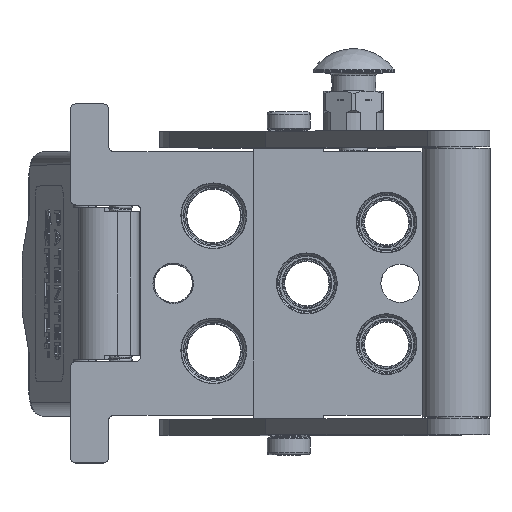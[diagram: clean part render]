
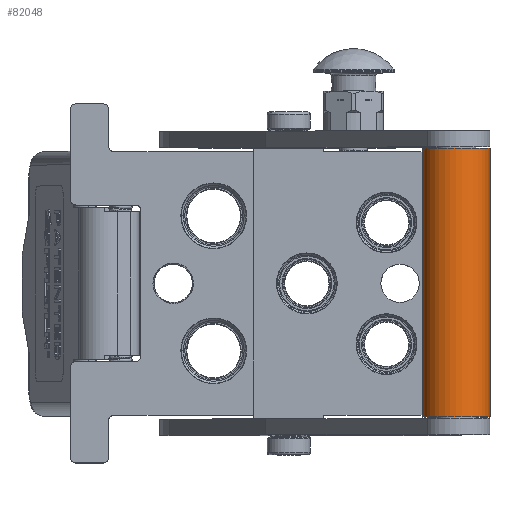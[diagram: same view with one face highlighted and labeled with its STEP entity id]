
A CAD part, top view. The second image highlights one B-rep face of the part: STEP entity #82048.
In plain terms, the highlighted cylindrical face has radius 12.5 mm (diameter 25 mm), a partial arc.
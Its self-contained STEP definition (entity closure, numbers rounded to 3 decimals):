
#101 = AXIS2_PLACEMENT_3D ( 'NONE', #70036, #62655, #45793 ) ;
#2803 = VECTOR ( 'NONE', #90182, 1000. ) ;
#5733 = VERTEX_POINT ( 'NONE', #26951 ) ;
#6934 = DIRECTION ( 'NONE',  ( -1., 0., 0. ) ) ;
#9223 = EDGE_CURVE ( 'NONE', #49626, #5733, #41537, .T. ) ;
#14732 = EDGE_CURVE ( 'NONE', #46838, #5733, #96471, .T. ) ;
#15169 = ORIENTED_EDGE ( 'NONE', *, *, #14732, .F. ) ;
#16026 = AXIS2_PLACEMENT_3D ( 'NONE', #78494, #54554, #86181 ) ;
#16889 = CARTESIAN_POINT ( 'NONE',  ( 104., 0., 12.5 ) ) ;
#22611 = AXIS2_PLACEMENT_3D ( 'NONE', #54629, #6934, #39196 ) ;
#22954 = CARTESIAN_POINT ( 'NONE',  ( 104., 0., -12.5 ) ) ;
#23889 = VERTEX_POINT ( 'NONE', #22954 ) ;
#26951 = CARTESIAN_POINT ( 'NONE',  ( 4.5, 0., 12.5 ) ) ;
#29290 = CIRCLE ( 'NONE', #16026, 12.5 ) ;
#31545 = ORIENTED_EDGE ( 'NONE', *, *, #50739, .T. ) ;
#31800 = LINE ( 'NONE', #33291, #2803 ) ;
#33291 = CARTESIAN_POINT ( 'NONE',  ( 104., 0., -12.5 ) ) ;
#39196 = DIRECTION ( 'NONE',  ( 0., 0., 1. ) ) ;
#41537 = LINE ( 'NONE', #16889, #98102 ) ;
#42654 = CYLINDRICAL_SURFACE ( 'NONE', #22611, 12.5 ) ;
#45793 = DIRECTION ( 'NONE',  ( 0., 0., -1. ) ) ;
#46838 = VERTEX_POINT ( 'NONE', #72180 ) ;
#49626 = VERTEX_POINT ( 'NONE', #73781 ) ;
#50739 = EDGE_CURVE ( 'NONE', #23889, #49626, #29290, .T. ) ;
#54554 = DIRECTION ( 'NONE',  ( -1., 0., 0. ) ) ;
#54629 = CARTESIAN_POINT ( 'NONE',  ( -5.425, 0., 0. ) ) ;
#59636 = EDGE_LOOP ( 'NONE', ( #31545, #94507, #15169, #73264 ) ) ;
#62655 = DIRECTION ( 'NONE',  ( -1., 0., 0. ) ) ;
#64033 = FACE_OUTER_BOUND ( 'NONE', #59636, .T. ) ;
#70036 = CARTESIAN_POINT ( 'NONE',  ( 4.5, 0., 0. ) ) ;
#72180 = CARTESIAN_POINT ( 'NONE',  ( 4.5, 0., -12.5 ) ) ;
#73085 = DIRECTION ( 'NONE',  ( -1., 0., 0. ) ) ;
#73264 = ORIENTED_EDGE ( 'NONE', *, *, #83044, .F. ) ;
#73781 = CARTESIAN_POINT ( 'NONE',  ( 104., 0., 12.5 ) ) ;
#78494 = CARTESIAN_POINT ( 'NONE',  ( 104., 0., 0. ) ) ;
#82048 = ADVANCED_FACE ( 'NONE', ( #64033 ), #42654, .T. ) ;
#83044 = EDGE_CURVE ( 'NONE', #23889, #46838, #31800, .T. ) ;
#86181 = DIRECTION ( 'NONE',  ( 0., 0., -1. ) ) ;
#90182 = DIRECTION ( 'NONE',  ( -1., 0., 0. ) ) ;
#94507 = ORIENTED_EDGE ( 'NONE', *, *, #9223, .T. ) ;
#96471 = CIRCLE ( 'NONE', #101, 12.5 ) ;
#98102 = VECTOR ( 'NONE', #73085, 1000. ) ;
